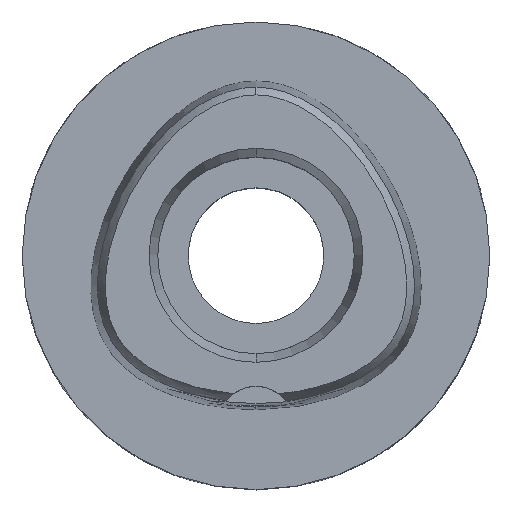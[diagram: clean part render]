
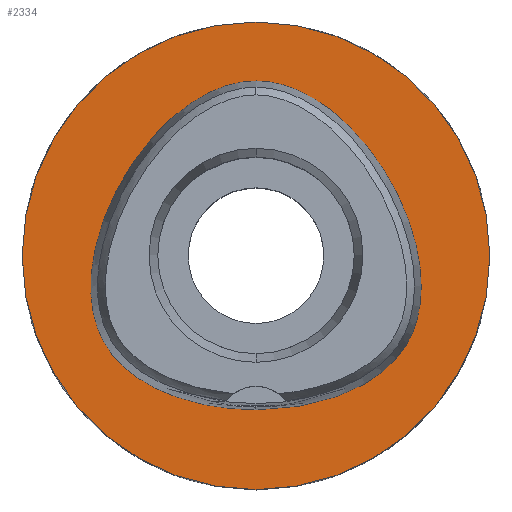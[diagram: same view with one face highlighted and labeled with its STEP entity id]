
A CAD part, top view. The second image highlights one B-rep face of the part: STEP entity #2334.
In plain terms, the highlighted planar face has unit normal (0, 0, 1).
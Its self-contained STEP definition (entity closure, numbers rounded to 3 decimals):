
#320=CARTESIAN_POINT('',(0.,0.,0.));
#321=DIRECTION('',(0.,0.,-1.));
#322=DIRECTION('',(0.,-1.,0.));
#323=AXIS2_PLACEMENT_3D('',#320,#321,#322);
#328=CARTESIAN_POINT('',(0.,0.,0.));
#329=DIRECTION('',(0.,0.,-1.));
#330=DIRECTION('',(0.,1.,0.));
#331=AXIS2_PLACEMENT_3D('',#328,#329,#330);
#336=CARTESIAN_POINT('',(0.,-16.455,0.));
#337=CARTESIAN_POINT('',(0.692,-16.455,0.));
#338=CARTESIAN_POINT('',(2.054,-16.405,
0.));
#339=CARTESIAN_POINT('',(4.058,-16.186,
0.));
#340=CARTESIAN_POINT('',(5.947,-15.835,0.));
#341=CARTESIAN_POINT('',(7.688,-15.376,0.));
#342=CARTESIAN_POINT('',(9.259,-14.829,0.));
#343=CARTESIAN_POINT('',(10.653,-14.216,0.));
#344=CARTESIAN_POINT('',(11.876,-13.555,0.));
#345=CARTESIAN_POINT('',(12.939,-12.86,0.));
#346=CARTESIAN_POINT('',(13.857,-12.14,0.));
#347=CARTESIAN_POINT('',(14.644,-11.402,0.));
#348=CARTESIAN_POINT('',(15.314,-10.646,0.));
#349=CARTESIAN_POINT('',(15.878,-9.879,0.));
#350=CARTESIAN_POINT('',(16.352,-9.087,0.));
#351=CARTESIAN_POINT('',(16.756,-8.238,0.));
#352=CARTESIAN_POINT('',(17.097,-7.31,0.));
#353=CARTESIAN_POINT('',(17.369,-6.291,0.));
#354=CARTESIAN_POINT('',(17.562,-5.172,0.));
#355=CARTESIAN_POINT('',(17.665,-3.943,0.));
#356=CARTESIAN_POINT('',(17.664,-2.594,0.));
#357=CARTESIAN_POINT('',(17.542,-1.12,0.));
#358=CARTESIAN_POINT('',(17.28,0.475,0.));
#359=CARTESIAN_POINT('',(16.863,2.182,0.));
#360=CARTESIAN_POINT('',(16.277,3.974,0.));
#361=CARTESIAN_POINT('',(15.521,5.812,0.));
#362=CARTESIAN_POINT('',(14.605,7.646,0.));
#363=CARTESIAN_POINT('',(13.551,9.421,0.));
#364=CARTESIAN_POINT('',(12.388,11.09,0.));
#365=CARTESIAN_POINT('',(11.154,12.608,0.));
#366=CARTESIAN_POINT('',(9.888,13.948,0.));
#367=CARTESIAN_POINT('',(8.623,15.097,0.));
#368=CARTESIAN_POINT('',(7.383,16.058,0.));
#369=CARTESIAN_POINT('',(6.184,16.842,0.));
#370=CARTESIAN_POINT('',(5.033,17.464,0.));
#371=CARTESIAN_POINT('',(3.934,17.942,0.));
#372=CARTESIAN_POINT('',(2.886,18.293,0.));
#373=CARTESIAN_POINT('',(1.883,18.53,0.));
#374=CARTESIAN_POINT('',(0.922,18.666,
0.));
#375=CARTESIAN_POINT('',(0.303,18.695,
0.));
#376=CARTESIAN_POINT('',(0.,18.695,
0.));
#381=CARTESIAN_POINT('',(0.,18.695,
0.));
#382=CARTESIAN_POINT('',(-0.304,18.695,
0.));
#383=CARTESIAN_POINT('',(-0.922,18.666,
0.));
#384=CARTESIAN_POINT('',(-1.883,18.53,
0.));
#385=CARTESIAN_POINT('',(-2.886,18.293,0.));
#386=CARTESIAN_POINT('',(-3.935,17.942,0.));
#387=CARTESIAN_POINT('',(-5.034,17.464,0.));
#388=CARTESIAN_POINT('',(-6.184,16.841,0.));
#389=CARTESIAN_POINT('',(-7.384,16.058,0.));
#390=CARTESIAN_POINT('',(-8.624,15.096,0.));
#391=CARTESIAN_POINT('',(-9.889,13.947,0.));
#392=CARTESIAN_POINT('',(-11.155,12.606,0.));
#393=CARTESIAN_POINT('',(-12.389,11.088,0.));
#394=CARTESIAN_POINT('',(-13.553,9.419,0.));
#395=CARTESIAN_POINT('',(-14.607,7.644,0.));
#396=CARTESIAN_POINT('',(-15.522,5.811,0.));
#397=CARTESIAN_POINT('',(-16.278,3.972,0.));
#398=CARTESIAN_POINT('',(-16.863,2.18,0.));
#399=CARTESIAN_POINT('',(-17.281,0.474,0.));
#400=CARTESIAN_POINT('',(-17.542,-1.121,0.));
#401=CARTESIAN_POINT('',(-17.664,-2.594,0.));
#402=CARTESIAN_POINT('',(-17.665,-3.943,0.));
#403=CARTESIAN_POINT('',(-17.562,-5.172,0.));
#404=CARTESIAN_POINT('',(-17.369,-6.291,0.));
#405=CARTESIAN_POINT('',(-17.097,-7.31,0.));
#406=CARTESIAN_POINT('',(-16.756,-8.24,0.));
#407=CARTESIAN_POINT('',(-16.352,-9.087,0.));
#408=CARTESIAN_POINT('',(-15.879,-9.877,0.));
#409=CARTESIAN_POINT('',(-15.316,-10.644,0.));
#410=CARTESIAN_POINT('',(-14.645,-11.4,0.));
#411=CARTESIAN_POINT('',(-13.859,-12.139,0.));
#412=CARTESIAN_POINT('',(-12.942,-12.859,0.));
#413=CARTESIAN_POINT('',(-11.879,-13.554,0.));
#414=CARTESIAN_POINT('',(-10.656,-14.215,0.));
#415=CARTESIAN_POINT('',(-9.261,-14.828,0.));
#416=CARTESIAN_POINT('',(-7.69,-15.375,0.));
#417=CARTESIAN_POINT('',(-5.949,-15.835,0.));
#418=CARTESIAN_POINT('',(-4.059,-16.185,
0.));
#419=CARTESIAN_POINT('',(-2.054,-16.405,
0.));
#420=CARTESIAN_POINT('',(-0.692,-16.455,0.));
#421=CARTESIAN_POINT('',(0.,-16.455,0.));
#1547=VERTEX_POINT('',#381);
#1548=VERTEX_POINT('',#421);
#1553=CARTESIAN_POINT('',(0.,-25.,0.));
#1554=CARTESIAN_POINT('',(0.,25.,0.));
#1555=VERTEX_POINT('',#1553);
#1556=VERTEX_POINT('',#1554);
#2318=CARTESIAN_POINT('',(0.,0.,0.));
#2319=DIRECTION('',(0.,0.,-1.));
#2320=DIRECTION('',(0.,-1.,0.));
#2321=AXIS2_PLACEMENT_3D('',#2318,#2319,#2320);
#2322=PLANE('',#2321);
#2324=ORIENTED_EDGE('',*,*,#2323,.T.);
#2326=ORIENTED_EDGE('',*,*,#2325,.T.);
#2327=EDGE_LOOP('',(#2324,#2326));
#2328=FACE_OUTER_BOUND('',#2327,.F.);
#2330=ORIENTED_EDGE('',*,*,#2329,.T.);
#2331=ORIENTED_EDGE('',*,*,#2301,.T.);
#2332=EDGE_LOOP('',(#2330,#2331));
#2333=FACE_BOUND('',#2332,.F.);
#324=CIRCLE('',#323,25.);
#332=CIRCLE('',#331,25.);
#377=B_SPLINE_CURVE_WITH_KNOTS('',3,(#336,#337,#338,#339,#340,#341,#342,#343,
#344,#345,#346,#347,#348,#349,#350,#351,#352,#353,#354,#355,#356,#357,#358,#359,
#360,#361,#362,#363,#364,#365,#366,#367,#368,#369,#370,#371,#372,#373,#374,#375,
#376),.UNSPECIFIED.,.F.,.F.,(4,1,1,1,1,1,1,1,1,1,1,1,1,1,1,1,1,1,1,1,1,1,1,1,1,
1,1,1,1,1,1,1,1,1,1,1,1,1,4),(0.,0.026,0.053,
0.079,0.105,0.132,0.158,
0.184,0.211,0.237,0.263,
0.289,0.316,0.342,0.368,
0.395,0.421,0.447,0.474,0.5,
0.526,0.553,0.579,0.605,
0.632,0.658,0.684,0.711,
0.737,0.763,0.789,0.816,
0.842,0.868,0.895,0.921,
0.947,0.974,1.),.UNSPECIFIED.);
#422=B_SPLINE_CURVE_WITH_KNOTS('',3,(#381,#382,#383,#384,#385,#386,#387,#388,
#389,#390,#391,#392,#393,#394,#395,#396,#397,#398,#399,#400,#401,#402,#403,#404,
#405,#406,#407,#408,#409,#410,#411,#412,#413,#414,#415,#416,#417,#418,#419,#420,
#421),.UNSPECIFIED.,.F.,.F.,(4,1,1,1,1,1,1,1,1,1,1,1,1,1,1,1,1,1,1,1,1,1,1,1,1,
1,1,1,1,1,1,1,1,1,1,1,1,1,4),(0.,0.026,0.053,
0.079,0.105,0.132,0.158,
0.184,0.211,0.237,0.263,
0.289,0.316,0.342,0.368,
0.395,0.421,0.447,0.474,0.5,
0.526,0.553,0.579,0.605,
0.632,0.658,0.684,0.711,
0.737,0.763,0.789,0.816,
0.842,0.868,0.895,0.921,
0.947,0.974,1.),.UNSPECIFIED.);
#2301=EDGE_CURVE('',#1547,#1548,#422,.T.);
#2323=EDGE_CURVE('',#1555,#1556,#324,.T.);
#2325=EDGE_CURVE('',#1556,#1555,#332,.T.);
#2329=EDGE_CURVE('',#1548,#1547,#377,.T.);
#2334=ADVANCED_FACE('',(#2328,#2333),#2322,.F.);
